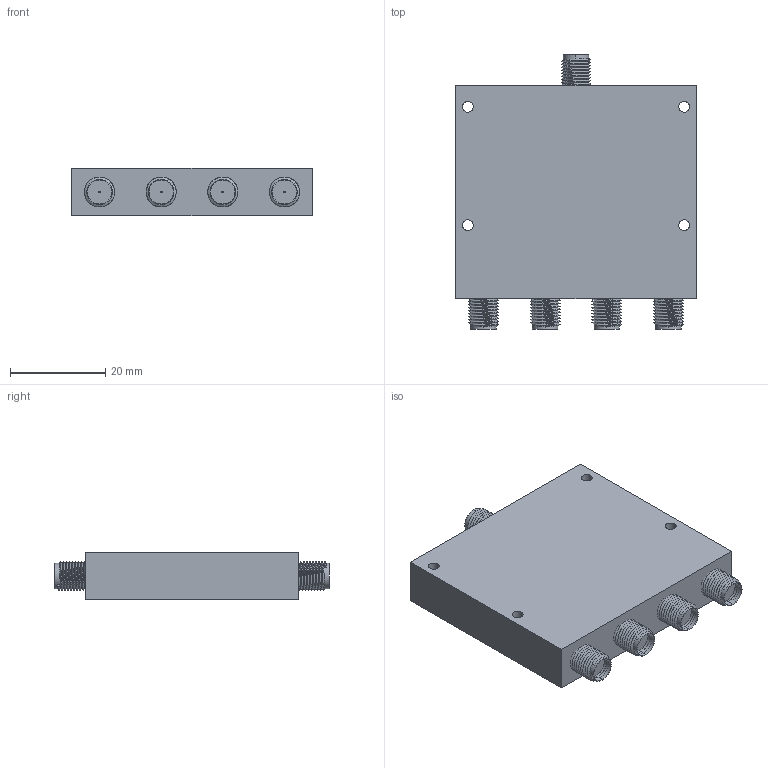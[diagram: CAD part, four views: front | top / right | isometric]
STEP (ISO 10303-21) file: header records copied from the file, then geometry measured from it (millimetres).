
FILE_DESCRIPTION (( 'STEP AP203' ), '1' );
FILE_NAME ('SCS-0831230818-SFSF-42.STEP', '2019-07-29T23:56:30', ( '' ), ( '' ), 'SwSTEP 2.0', 'SolidWorks 2016', '' );
FILE_SCHEMA (( 'CONFIG_CONTROL_DESIGN' ));
Length unit declared in the file: inch
Products named in the file (1): SCS-0831230818-SFSF-42
Bounding box: 50.55 x 57.66 x 9.91 mm (x, y, z)
Volume: 23926.4 mm3; surface area: 9405.8 mm2
Topology: 6 solids, 6 shells, 304 faces, 816 edges, 544 vertices
Faces by surface type: cylinder 243, plane 46, bspline 15
Entity records: 19376 total; most frequent: CARTESIAN_POINT 12855, ORIENTED_EDGE 1632, DIRECTION 1082, EDGE_CURVE 816, VERTEX_POINT 544, AXIS2_PLACEMENT_3D 406, EDGE_LOOP 332, ADVANCED_FACE 304
